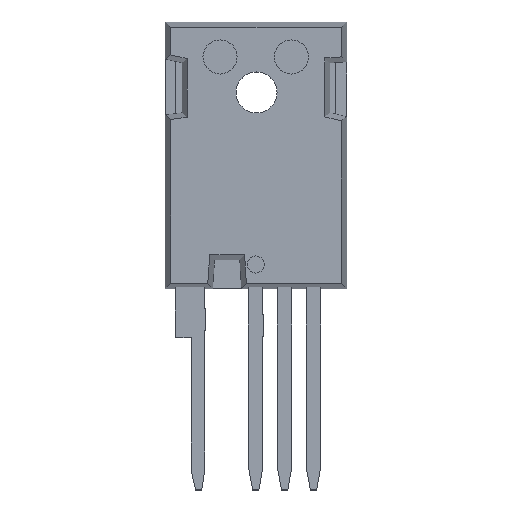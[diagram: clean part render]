
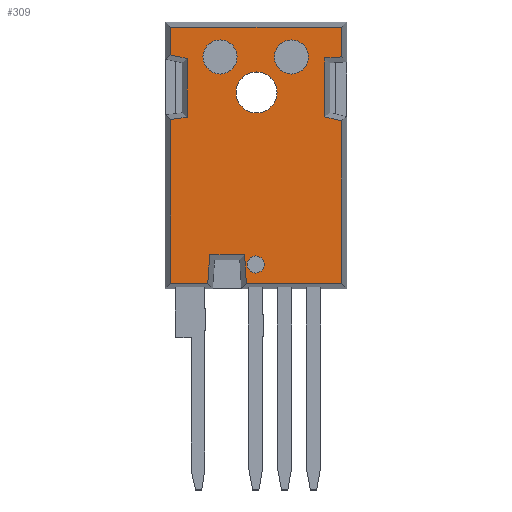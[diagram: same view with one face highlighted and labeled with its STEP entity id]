
A CAD part, top view. The second image highlights one B-rep face of the part: STEP entity #309.
In plain terms, the highlighted planar face has unit normal (0, 0, 1).
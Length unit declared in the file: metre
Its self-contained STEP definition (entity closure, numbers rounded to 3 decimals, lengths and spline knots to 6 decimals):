
#309=ADVANCED_FACE('0:75',(#530,#531,#532,#533,#534),#535,.T.);
#530=FACE_OUTER_BOUND('',#866,.T.);
#531=FACE_BOUND('',#867,.T.);
#532=FACE_BOUND('',#868,.T.);
#533=FACE_BOUND('',#869,.T.);
#534=FACE_BOUND('',#870,.T.);
#535=PLANE('',#871);
#866=EDGE_LOOP('',(#1484,#1485,#1486,#1487,#1488,#1489,#1490,#1491,#1492,#1493,#1494,#1495,#1496,#1497,#1498,#1499));
#867=EDGE_LOOP('',(#1500,#1501));
#868=EDGE_LOOP('',(#1502,#1503));
#869=EDGE_LOOP('',(#1504,#1505));
#870=EDGE_LOOP('',(#1506,#1507));
#871=AXIS2_PLACEMENT_3D('',#1508,#1509,#1510);
#1484=ORIENTED_EDGE('',*,*,#2521,.T.);
#1485=ORIENTED_EDGE('',*,*,#2524,.T.);
#1486=ORIENTED_EDGE('',*,*,#2526,.T.);
#1487=ORIENTED_EDGE('',*,*,#2529,.T.);
#1488=ORIENTED_EDGE('',*,*,#2532,.T.);
#1489=ORIENTED_EDGE('',*,*,#2535,.T.);
#1490=ORIENTED_EDGE('',*,*,#2538,.T.);
#1491=ORIENTED_EDGE('',*,*,#2541,.T.);
#1492=ORIENTED_EDGE('',*,*,#2543,.T.);
#1493=ORIENTED_EDGE('',*,*,#2548,.T.);
#1494=ORIENTED_EDGE('',*,*,#2546,.T.);
#1495=ORIENTED_EDGE('',*,*,#2498,.T.);
#1496=ORIENTED_EDGE('',*,*,#2501,.T.);
#1497=ORIENTED_EDGE('',*,*,#2504,.T.);
#1498=ORIENTED_EDGE('',*,*,#2507,.T.);
#1499=ORIENTED_EDGE('',*,*,#2518,.T.);
#1500=ORIENTED_EDGE('',*,*,#2395,.F.);
#1501=ORIENTED_EDGE('',*,*,#2549,.F.);
#1502=ORIENTED_EDGE('',*,*,#2399,.F.);
#1503=ORIENTED_EDGE('',*,*,#2550,.F.);
#1504=ORIENTED_EDGE('',*,*,#2403,.F.);
#1505=ORIENTED_EDGE('',*,*,#2551,.F.);
#1506=ORIENTED_EDGE('',*,*,#2407,.F.);
#1507=ORIENTED_EDGE('',*,*,#2552,.F.);
#1508=CARTESIAN_POINT('',(0.0,0.0,0.00302));
#1509=DIRECTION('',(0.0,-0.0,1.0));
#1510=DIRECTION('',(1.0,0.0,-0.0));
#2395=EDGE_CURVE('0:138',#2809,#2812,#2813,.T.);
#2399=EDGE_CURVE('0:144',#2817,#2820,#2821,.T.);
#2403=EDGE_CURVE('0:150',#2825,#2828,#2829,.T.);
#2407=EDGE_CURVE('0:156',#2833,#2836,#2837,.T.);
#2498=EDGE_CURVE('0:273',#2982,#2987,#2989,.T.);
#2501=EDGE_CURVE('0:276',#2987,#2992,#2994,.T.);
#2504=EDGE_CURVE('0:279',#2992,#2997,#2999,.T.);
#2507=EDGE_CURVE('0:282',#2997,#3002,#3004,.T.);
#2518=EDGE_CURVE('0:285',#3002,#3023,#3025,.T.);
#2521=EDGE_CURVE('0:240',#3023,#3028,#3030,.T.);
#2524=EDGE_CURVE('0:243',#3028,#3032,#3034,.T.);
#2526=EDGE_CURVE('0:246',#3032,#3035,#3037,.T.);
#2529=EDGE_CURVE('0:249',#3035,#3040,#3042,.T.);
#2532=EDGE_CURVE('0:252',#3040,#3045,#3047,.T.);
#2535=EDGE_CURVE('0:255',#3045,#3050,#3052,.T.);
#2538=EDGE_CURVE('0:258',#3050,#3055,#3057,.T.);
#2541=EDGE_CURVE('0:261',#3055,#3059,#3061,.T.);
#2543=EDGE_CURVE('0:264',#3059,#3062,#3064,.T.);
#2546=EDGE_CURVE('0:270',#3065,#2982,#3069,.T.);
#2548=EDGE_CURVE('0:267',#3062,#3065,#3071,.T.);
#2549=EDGE_CURVE('0:138',#2812,#2809,#3072,.T.);
#2550=EDGE_CURVE('0:144',#2820,#2817,#3073,.T.);
#2551=EDGE_CURVE('0:150',#2828,#2825,#3074,.T.);
#2552=EDGE_CURVE('0:156',#2836,#2833,#3075,.T.);
#2809=VERTEX_POINT('NONE',#3486);
#2812=VERTEX_POINT('',#3490);
#2813=CIRCLE('',#3491,0.00075);
#2817=VERTEX_POINT('NONE',#3496);
#2820=VERTEX_POINT('',#3500);
#2821=CIRCLE('',#3501,0.0015);
#2825=VERTEX_POINT('NONE',#3506);
#2828=VERTEX_POINT('',#3510);
#2829=CIRCLE('',#3511,0.0015);
#2833=VERTEX_POINT('NONE',#3516);
#2836=VERTEX_POINT('',#3520);
#2837=CIRCLE('',#3521,0.001805);
#2982=VERTEX_POINT('NONE',#3745);
#2987=VERTEX_POINT('NONE',#3752);
#2989=LINE('',#3755,#3756);
#2992=VERTEX_POINT('NONE',#3760);
#2994=LINE('',#3763,#3764);
#2997=VERTEX_POINT('NONE',#3768);
#2999=LINE('',#3771,#3772);
#3002=VERTEX_POINT('NONE',#3776);
#3004=LINE('',#3779,#3780);
#3023=VERTEX_POINT('NONE',#3808);
#3025=LINE('',#3811,#3812);
#3028=VERTEX_POINT('NONE',#3816);
#3030=LINE('',#3819,#3820);
#3032=VERTEX_POINT('NONE',#3823);
#3034=LINE('',#3826,#3827);
#3035=VERTEX_POINT('NONE',#3828);
#3037=LINE('',#3831,#3832);
#3040=VERTEX_POINT('NONE',#3836);
#3042=LINE('',#3839,#3840);
#3045=VERTEX_POINT('NONE',#3844);
#3047=LINE('',#3847,#3848);
#3050=VERTEX_POINT('NONE',#3852);
#3052=LINE('',#3855,#3856);
#3055=VERTEX_POINT('NONE',#3860);
#3057=LINE('',#3863,#3864);
#3059=VERTEX_POINT('NONE',#3867);
#3061=LINE('',#3870,#3871);
#3062=VERTEX_POINT('NONE',#3872);
#3064=LINE('',#3875,#3876);
#3065=VERTEX_POINT('NONE',#3877);
#3069=LINE('',#3883,#3884);
#3071=LINE('',#3887,#3888);
#3072=CIRCLE('',#3889,0.00075);
#3073=CIRCLE('',#3890,0.0015);
#3074=CIRCLE('',#3891,0.0015);
#3075=CIRCLE('',#3892,0.001805);
#3486=CARTESIAN_POINT('',(0.671241,0.199789,0.00302));
#3490=CARTESIAN_POINT('',(0.669741,0.199789,0.00302));
#3491=AXIS2_PLACEMENT_3D('',#4549,#4550,#4551);
#3496=CARTESIAN_POINT('',(0.668856,0.218045,0.00302));
#3500=CARTESIAN_POINT('',(0.665856,0.218045,0.00302));
#3501=AXIS2_PLACEMENT_3D('',#4557,#4558,#4559);
#3506=CARTESIAN_POINT('',(0.675134,0.218045,0.00302));
#3510=CARTESIAN_POINT('',(0.672134,0.218045,0.00302));
#3511=AXIS2_PLACEMENT_3D('',#4565,#4566,#4567);
#3516=CARTESIAN_POINT('',(0.672373,0.214923,0.00302));
#3520=CARTESIAN_POINT('',(0.668763,0.214923,0.00302));
#3521=AXIS2_PLACEMENT_3D('',#4573,#4574,#4575);
#3745=CARTESIAN_POINT('',(0.663,0.198125,0.00302));
#3752=CARTESIAN_POINT('',(0.666278,0.198125,0.00302));
#3755=CARTESIAN_POINT('',(0.663,0.198125,0.00302));
#3756=VECTOR('',#4682,1.0);
#3760=CARTESIAN_POINT('',(0.666453,0.20065,0.00302));
#3763=CARTESIAN_POINT('',(0.666278,0.198125,0.00302));
#3764=VECTOR('',#4685,1.0);
#3768=CARTESIAN_POINT('',(0.669518,0.20065,0.00302));
#3771=CARTESIAN_POINT('',(0.666453,0.20065,0.00302));
#3772=VECTOR('',#4688,1.0);
#3776=CARTESIAN_POINT('',(0.669673,0.198125,0.00302));
#3779=CARTESIAN_POINT('',(0.669518,0.20065,0.00302));
#3780=VECTOR('',#4691,1.0);
#3808=CARTESIAN_POINT('',(0.67804,0.198125,0.00302));
#3811=CARTESIAN_POINT('',(0.669673,0.198125,0.00302));
#3812=VECTOR('',#4702,1.0);
#3816=CARTESIAN_POINT('',(0.67804,0.212432,0.00302));
#3819=CARTESIAN_POINT('',(0.67804,0.198125,0.00302));
#3820=VECTOR('',#4705,1.0);
#3823=CARTESIAN_POINT('',(0.676564,0.212778,0.00302));
#3826=CARTESIAN_POINT('',(0.67804,0.212432,0.00302));
#3827=VECTOR('',#4708,1.0);
#3828=CARTESIAN_POINT('',(0.676564,0.217958,0.00302));
#3831=CARTESIAN_POINT('',(0.676564,0.212778,0.00302));
#3832=VECTOR('',#4710,1.0);
#3836=CARTESIAN_POINT('',(0.67804,0.218049,0.00302));
#3839=CARTESIAN_POINT('',(0.676564,0.217958,0.00302));
#3840=VECTOR('',#4713,1.0);
#3844=CARTESIAN_POINT('',(0.67804,0.220675,0.00302));
#3847=CARTESIAN_POINT('',(0.67804,0.218049,0.00302));
#3848=VECTOR('',#4716,1.0);
#3852=CARTESIAN_POINT('',(0.663,0.220675,0.00302));
#3855=CARTESIAN_POINT('',(0.67804,0.220675,0.00302));
#3856=VECTOR('',#4719,1.0);
#3860=CARTESIAN_POINT('',(0.663,0.218236,0.00302));
#3863=CARTESIAN_POINT('',(0.663,0.220675,0.00302));
#3864=VECTOR('',#4722,1.0);
#3867=CARTESIAN_POINT('',(0.664465,0.217891,0.00302));
#3870=CARTESIAN_POINT('',(0.663,0.218236,0.00302));
#3871=VECTOR('',#4725,1.0);
#3872=CARTESIAN_POINT('',(0.664465,0.212739,0.00302));
#3875=CARTESIAN_POINT('',(0.664465,0.217891,0.00302));
#3876=VECTOR('',#4727,1.0);
#3877=CARTESIAN_POINT('',(0.663,0.212551,0.00302));
#3883=CARTESIAN_POINT('',(0.663,0.212551,0.00302));
#3884=VECTOR('',#4730,1.0);
#3887=CARTESIAN_POINT('',(0.664465,0.212739,0.00302));
#3888=VECTOR('',#4732,1.0);
#3889=AXIS2_PLACEMENT_3D('',#4733,#4734,#4735);
#3890=AXIS2_PLACEMENT_3D('',#4736,#4737,#4738);
#3891=AXIS2_PLACEMENT_3D('',#4739,#4740,#4741);
#3892=AXIS2_PLACEMENT_3D('',#4742,#4743,#4744);
#4549=CARTESIAN_POINT('',(0.670491,0.199789,0.00302));
#4550=DIRECTION('',(0.0,0.0,1.0));
#4551=DIRECTION('',(1.0,0.0,0.0));
#4557=CARTESIAN_POINT('',(0.667356,0.218045,0.00302));
#4558=DIRECTION('',(0.0,0.0,1.0));
#4559=DIRECTION('',(1.0,0.0,0.0));
#4565=CARTESIAN_POINT('',(0.673634,0.218045,0.00302));
#4566=DIRECTION('',(0.0,0.0,1.0));
#4567=DIRECTION('',(1.0,0.0,0.0));
#4573=CARTESIAN_POINT('',(0.670568,0.214923,0.00302));
#4574=DIRECTION('',(0.0,-0.0,1.0));
#4575=DIRECTION('',(1.0,0.0,0.0));
#4682=DIRECTION('',(1.0,0.0,0.0));
#4685=DIRECTION('',(0.069,0.998,0.0));
#4688=DIRECTION('',(1.0,0.0,0.0));
#4691=DIRECTION('',(0.061,-0.998,0.0));
#4702=DIRECTION('',(1.0,0.0,0.0));
#4705=DIRECTION('',(0.0,1.0,0.0));
#4708=DIRECTION('',(-0.973,0.229,0.0));
#4710=DIRECTION('',(0.0,1.0,0.0));
#4713=DIRECTION('',(0.998,0.061,0.0));
#4716=DIRECTION('',(0.0,1.0,0.0));
#4719=DIRECTION('',(-1.0,0.0,0.0));
#4722=DIRECTION('',(0.0,-1.0,0.0));
#4725=DIRECTION('',(0.973,-0.229,0.0));
#4727=DIRECTION('',(0.0,-1.0,0.0));
#4730=DIRECTION('',(0.0,-1.0,0.0));
#4732=DIRECTION('',(-0.992,-0.127,0.0));
#4733=CARTESIAN_POINT('',(0.670491,0.199789,0.00302));
#4734=DIRECTION('',(0.0,0.0,1.0));
#4735=DIRECTION('',(1.0,0.0,0.0));
#4736=CARTESIAN_POINT('',(0.667356,0.218045,0.00302));
#4737=DIRECTION('',(0.0,0.0,1.0));
#4738=DIRECTION('',(1.0,0.0,0.0));
#4739=CARTESIAN_POINT('',(0.673634,0.218045,0.00302));
#4740=DIRECTION('',(0.0,0.0,1.0));
#4741=DIRECTION('',(1.0,0.0,0.0));
#4742=CARTESIAN_POINT('',(0.670568,0.214923,0.00302));
#4743=DIRECTION('',(0.0,-0.0,1.0));
#4744=DIRECTION('',(1.0,0.0,0.0));
